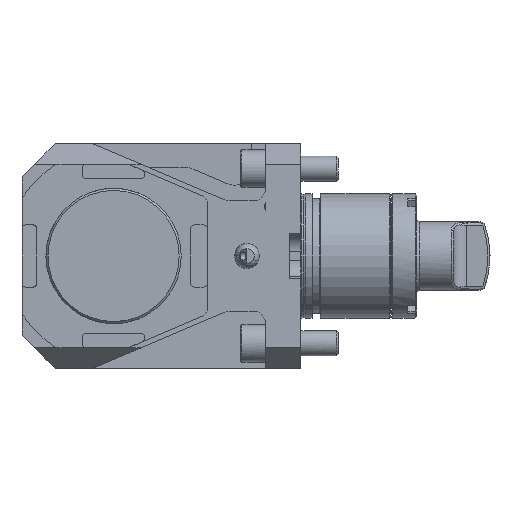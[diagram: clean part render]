
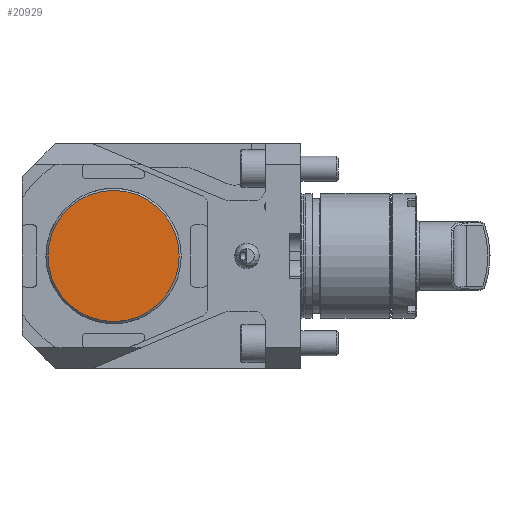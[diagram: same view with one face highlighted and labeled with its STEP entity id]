
A CAD part, left-side view. The second image highlights one B-rep face of the part: STEP entity #20929.
In plain terms, the highlighted planar face has unit normal (-1, 0, 0).
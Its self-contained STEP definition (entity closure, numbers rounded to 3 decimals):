
#1415 = PLANE ( 'NONE',  #21164 ) ;
#7234 = CARTESIAN_POINT ( 'NONE',  ( -93., 133., 0. ) ) ;
#8659 = CIRCLE ( 'NONE', #33848, 31.5 ) ;
#19772 = VERTEX_POINT ( 'NONE', #35953 ) ;
#20929 = ADVANCED_FACE ( 'Defeature completata1_584', ( #23642 ), #1415, .T. ) ;
#21164 = AXIS2_PLACEMENT_3D ( 'NONE', #7234, #26339, #24073 ) ;
#22552 = DIRECTION ( 'NONE',  ( 0., 0., -1. ) ) ;
#23150 = DIRECTION ( 'NONE',  ( -1., 0., 0. ) ) ;
#23642 = FACE_OUTER_BOUND ( 'NONE', #24555, .T. ) ;
#24073 = DIRECTION ( 'NONE',  ( 0., 0., -1. ) ) ;
#24253 = ORIENTED_EDGE ( 'NONE', *, *, #28807, .T. ) ;
#24555 = EDGE_LOOP ( 'NONE', ( #24253 ) ) ;
#26339 = DIRECTION ( 'NONE',  ( -1., 0., 0. ) ) ;
#28807 = EDGE_CURVE ( 'NONE', #19772, #19772, #8659, .T. ) ;
#33848 = AXIS2_PLACEMENT_3D ( 'NONE', #38083, #23150, #22552 ) ;
#35953 = CARTESIAN_POINT ( 'NONE',  ( -93., 133., -31.5 ) ) ;
#38083 = CARTESIAN_POINT ( 'NONE',  ( -93., 133., 0. ) ) ;
